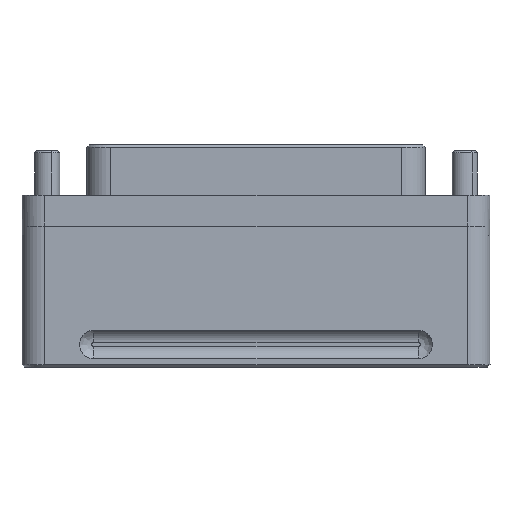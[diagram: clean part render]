
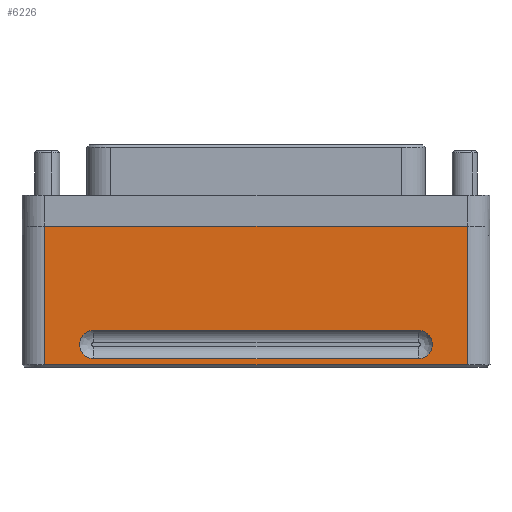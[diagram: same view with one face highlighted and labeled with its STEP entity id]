
A CAD part, front view. The second image highlights one B-rep face of the part: STEP entity #6226.
In plain terms, the highlighted planar face has unit normal (0, -1, 0).
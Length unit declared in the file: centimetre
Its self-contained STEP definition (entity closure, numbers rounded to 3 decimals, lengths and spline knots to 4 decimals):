
#423 = AXIS2_PLACEMENT_3D ( 'NONE', #2198, #2199, #2200 ) ;
#438 = AXIS2_PLACEMENT_3D ( 'NONE', #2427, #2428, #2429 ) ;
#891 = LINE ( 'NONE', #2125, #893 ) ;
#893 = VECTOR ( 'NONE', #2126, 100. ) ;
#908 = CIRCLE ( 'NONE', #423, 0.1587 ) ;
#959 = CIRCLE ( 'NONE', #438, 0.1588 ) ;
#1305 = FACE_OUTER_BOUND ( 'NONE', #5129, .T. ) ;
#1308 = FACE_BOUND ( 'NONE', #5179, .T. ) ;
#2048 = CARTESIAN_POINT ( 'NONE',  ( -1.8288, -0.6033, -1.5227 ) ) ;
#2060 = CARTESIAN_POINT ( 'NONE',  ( 1.8288, -0.6033, -1.5227 ) ) ;
#2073 = CARTESIAN_POINT ( 'NONE',  ( -1.8288, -0.6033, -1.8402 ) ) ;
#2084 = CARTESIAN_POINT ( 'NONE',  ( 1.8288, -0.6033, -1.8402 ) ) ;
#2125 = CARTESIAN_POINT ( 'NONE',  ( 0., -0.6033, -1.5227 ) ) ;
#2126 = DIRECTION ( 'NONE',  ( 1., 0., 0. ) ) ;
#2198 = CARTESIAN_POINT ( 'NONE',  ( -1.8288, -0.6033, -1.6815 ) ) ;
#2199 = DIRECTION ( 'NONE',  ( 0., 1., 0. ) ) ;
#2200 = DIRECTION ( 'NONE',  ( 0., 0., -1. ) ) ;
#2427 = CARTESIAN_POINT ( 'NONE',  ( 1.8288, -0.6033, -1.6815 ) ) ;
#2428 = DIRECTION ( 'NONE',  ( 0., 1., 0. ) ) ;
#2429 = DIRECTION ( 'NONE',  ( 0., 0., -1. ) ) ;
#2962 = EDGE_CURVE ( 'NONE', #4429, #4428, #3808, .T. ) ;
#2966 = EDGE_CURVE ( 'NONE', #4481, #4456, #3814, .T. ) ;
#2976 = EDGE_CURVE ( 'NONE', #4456, #4428, #3823, .T. ) ;
#2978 = EDGE_CURVE ( 'NONE', #4429, #4481, #3825, .T. ) ;
#3037 = EDGE_CURVE ( 'NONE', #4743, #4729, #3865, .T. ) ;
#3185 = CARTESIAN_POINT ( 'NONE',  ( -2.3813, -0.6033, -0.348 ) ) ;
#3191 = CARTESIAN_POINT ( 'NONE',  ( 2.3812, -0.6033, -0.348 ) ) ;
#3208 = CARTESIAN_POINT ( 'NONE',  ( -2.3813, -0.6033, -1.9101 ) ) ;
#3221 = CARTESIAN_POINT ( 'NONE',  ( 2.3812, -0.6032, -1.9101 ) ) ;
#3808 = LINE ( 'NONE', #6593, #3810 ) ;
#3810 = VECTOR ( 'NONE', #6594, 100. ) ;
#3814 = LINE ( 'NONE', #6603, #3816 ) ;
#3816 = VECTOR ( 'NONE', #6604, 100. ) ;
#3823 = LINE ( 'NONE', #6619, #3826 ) ;
#3825 = LINE ( 'NONE', #6621, #3828 ) ;
#3826 = VECTOR ( 'NONE', #6620, 100. ) ;
#3828 = VECTOR ( 'NONE', #6622, 100. ) ;
#3865 = LINE ( 'NONE', #6698, #3867 ) ;
#3867 = VECTOR ( 'NONE', #6699, 100. ) ;
#3931 = ORIENTED_EDGE ( 'NONE', *, *, #2966, .F. ) ;
#3933 = ORIENTED_EDGE ( 'NONE', *, *, #2976, .F. ) ;
#3973 = ORIENTED_EDGE ( 'NONE', *, *, #3037, .T. ) ;
#4028 = ORIENTED_EDGE ( 'NONE', *, *, #5193, .T. ) ;
#4060 = ORIENTED_EDGE ( 'NONE', *, *, #2962, .T. ) ;
#4074 = ORIENTED_EDGE ( 'NONE', *, *, #2978, .F. ) ;
#4099 = ORIENTED_EDGE ( 'NONE', *, *, #5248, .T. ) ;
#4104 = ORIENTED_EDGE ( 'NONE', *, *, #5216, .T. ) ;
#4428 = VERTEX_POINT ( 'NONE', #3185 ) ;
#4429 = VERTEX_POINT ( 'NONE', #3191 ) ;
#4456 = VERTEX_POINT ( 'NONE', #3208 ) ;
#4481 = VERTEX_POINT ( 'NONE', #3221 ) ;
#4702 = VERTEX_POINT ( 'NONE', #2048 ) ;
#4724 = VERTEX_POINT ( 'NONE', #2060 ) ;
#4729 = VERTEX_POINT ( 'NONE', #2073 ) ;
#4743 = VERTEX_POINT ( 'NONE', #2084 ) ;
#5129 = EDGE_LOOP ( 'NONE', ( #4060, #3933, #3931, #4074 ) ) ;
#5179 = EDGE_LOOP ( 'NONE', ( #4104, #4028, #4099, #3973 ) ) ;
#5193 = EDGE_CURVE ( 'NONE', #4702, #4724, #891, .T. ) ;
#5216 = EDGE_CURVE ( 'NONE', #4729, #4702, #908, .T. ) ;
#5248 = EDGE_CURVE ( 'NONE', #4724, #4743, #959, .T. ) ;
#6226 = ADVANCED_FACE ( 'NONE', ( #1305, #1308 ), #7542, .T. ) ;
#6593 = CARTESIAN_POINT ( 'NONE',  ( 0., -0.6033, -0.348 ) ) ;
#6594 = DIRECTION ( 'NONE',  ( -1., 0., 0. ) ) ;
#6603 = CARTESIAN_POINT ( 'NONE',  ( 0., -0.6033, -1.9101 ) ) ;
#6604 = DIRECTION ( 'NONE',  ( -1., 0., 0. ) ) ;
#6619 = CARTESIAN_POINT ( 'NONE',  ( -2.3813, -0.6033, -0.348 ) ) ;
#6620 = DIRECTION ( 'NONE',  ( 0., 0., 1. ) ) ;
#6621 = CARTESIAN_POINT ( 'NONE',  ( 2.3812, -0.6033, -0.348 ) ) ;
#6622 = DIRECTION ( 'NONE',  ( 0., 0., -1. ) ) ;
#6698 = CARTESIAN_POINT ( 'NONE',  ( 0., -0.6033, -1.8402 ) ) ;
#6699 = DIRECTION ( 'NONE',  ( -1., 0., 0. ) ) ;
#7204 = AXIS2_PLACEMENT_3D ( 'NONE', #7536, #7544, #7545 ) ;
#7536 = CARTESIAN_POINT ( 'NONE',  ( 0., -0.6033, -0.348 ) ) ;
#7542 = PLANE ( 'NONE',  #7204 ) ;
#7544 = DIRECTION ( 'NONE',  ( 0., -1., 0. ) ) ;
#7545 = DIRECTION ( 'NONE',  ( 0., 0., -1. ) ) ;
